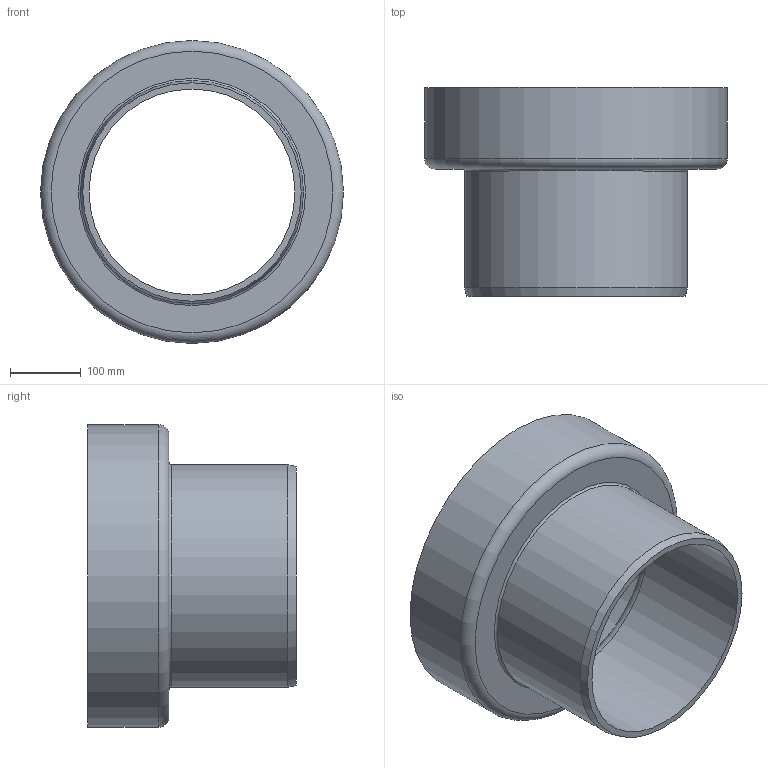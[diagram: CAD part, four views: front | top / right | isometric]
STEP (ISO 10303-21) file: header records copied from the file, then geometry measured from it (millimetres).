
FILE_DESCRIPTION(/* description */ (''),/* implementation_level */ '2;1');
FILE_NAME(/* name */ '225830z.stp',/* time_stamp */ '2025-10-08T11:39:06+02:00',/* author */ ('corinna'),/* organization */ (''),/* preprocessor_version */ 'ST-DEVELOPER v20',/* originating_system */ 'Autodesk Inventor 2024',/* authorisation */ '');
FILE_SCHEMA (('AUTOMOTIVE_DESIGN { 1 0 10303 214 3 1 1 }'));
Length unit declared in the file: millimetre
Products named in the file (1): 225830z
Bounding box: 428 x 295 x 428 mm (x, y, z)
Volume: 5163580 mm3; surface area: 769525.9 mm2
Topology: 1 solids, 1 shells, 13 faces, 26 edges, 17 vertices
Faces by surface type: cylinder 4, plane 4, torus 4, cone 1
Full cylindrical faces by diameter (mm): 291 x1, 315 x1, 395 x1, 428 x1
Entity records: 400 total; most frequent: DIRECTION 75, CARTESIAN_POINT 57, ORIENTED_EDGE 52, AXIS2_PLACEMENT_3D 35, EDGE_CURVE 26, CIRCLE 21, EDGE_LOOP 17, VERTEX_POINT 17
